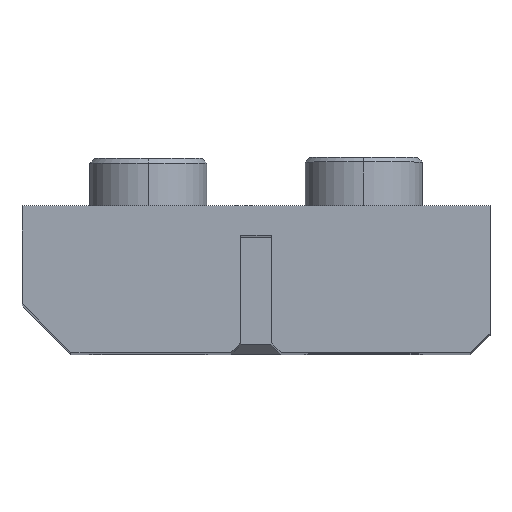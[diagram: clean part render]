
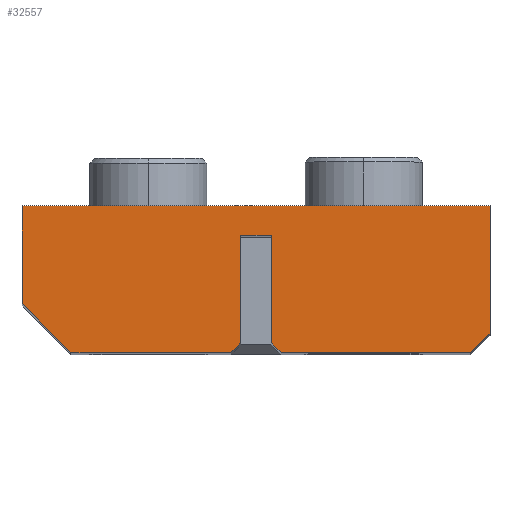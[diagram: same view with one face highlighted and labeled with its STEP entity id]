
A CAD part, top view. The second image highlights one B-rep face of the part: STEP entity #32557.
In plain terms, the highlighted planar face has unit normal (0, 0, 1).
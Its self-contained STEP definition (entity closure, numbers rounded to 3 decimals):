
#84 = VERTEX_POINT ( 'NONE', #16111 ) ;
#181 = CARTESIAN_POINT ( 'NONE',  ( 13.237, -18.162, 67.5 ) ) ;
#581 = LINE ( 'NONE', #29129, #28380 ) ;
#1661 = EDGE_CURVE ( 'NONE', #32493, #21439, #23635, .T. ) ;
#1985 = EDGE_CURVE ( 'NONE', #9484, #27143, #7269, .T. ) ;
#1999 = DIRECTION ( 'NONE',  ( 1., 0., 0. ) ) ;
#2172 = CARTESIAN_POINT ( 'NONE',  ( 23.9, -5.5, 67.5 ) ) ;
#2290 = DIRECTION ( 'NONE',  ( 0., 1., 0. ) ) ;
#2297 = DIRECTION ( 'NONE',  ( 1., 0., 0. ) ) ;
#2412 = EDGE_CURVE ( 'NONE', #27143, #3003, #8464, .T. ) ;
#2809 = CARTESIAN_POINT ( 'NONE',  ( -2.575, -7.5, 67.5 ) ) ;
#2886 = ORIENTED_EDGE ( 'NONE', *, *, #20072, .T. ) ;
#3003 = VERTEX_POINT ( 'NONE', #32003 ) ;
#3567 = CARTESIAN_POINT ( 'NONE',  ( -23.9, -7.5, 67.5 ) ) ;
#4009 = CARTESIAN_POINT ( 'NONE',  ( 21.9, -7.5, 67.5 ) ) ;
#5304 = DIRECTION ( 'NONE',  ( 0.707, 0.707, 0. ) ) ;
#5630 = EDGE_LOOP ( 'NONE', ( #14531, #21637, #23317, #14085, #2886, #10774, #15019, #13826, #32208, #20577, #32459, #25978 ) ) ;
#6950 = VECTOR ( 'NONE', #25147, 1000. ) ;
#7042 = VERTEX_POINT ( 'NONE', #20609 ) ;
#7269 = LINE ( 'NONE', #3567, #12208 ) ;
#7688 = LINE ( 'NONE', #23984, #9322 ) ;
#8464 = LINE ( 'NONE', #10496, #22755 ) ;
#9322 = VECTOR ( 'NONE', #16117, 1000. ) ;
#9484 = VERTEX_POINT ( 'NONE', #11140 ) ;
#9590 = DIRECTION ( 'NONE',  ( 0., 0., 1. ) ) ;
#9867 = CARTESIAN_POINT ( 'NONE',  ( -23.9, -7.5, 67.5 ) ) ;
#9985 = CARTESIAN_POINT ( 'NONE',  ( -23.9, 7.5, 67.5 ) ) ;
#10496 = CARTESIAN_POINT ( 'NONE',  ( 10.662, 5.738, 67.5 ) ) ;
#10774 = ORIENTED_EDGE ( 'NONE', *, *, #13925, .T. ) ;
#11140 = CARTESIAN_POINT ( 'NONE',  ( -18.9, -7.5, 67.5 ) ) ;
#11703 = VERTEX_POINT ( 'NONE', #26259 ) ;
#12208 = VECTOR ( 'NONE', #16863, 1000. ) ;
#12805 = DIRECTION ( 'NONE',  ( 0., 1., 0. ) ) ;
#12842 = LINE ( 'NONE', #181, #32378 ) ;
#13826 = ORIENTED_EDGE ( 'NONE', *, *, #2412, .T. ) ;
#13925 = EDGE_CURVE ( 'NONE', #11703, #9484, #33805, .T. ) ;
#14085 = ORIENTED_EDGE ( 'NONE', *, *, #28114, .T. ) ;
#14244 = VERTEX_POINT ( 'NONE', #2172 ) ;
#14267 = EDGE_CURVE ( 'NONE', #14244, #84, #30998, .T. ) ;
#14531 = ORIENTED_EDGE ( 'NONE', *, *, #19853, .T. ) ;
#14930 = LINE ( 'NONE', #22006, #23530 ) ;
#15019 = ORIENTED_EDGE ( 'NONE', *, *, #1985, .T. ) ;
#15475 = VECTOR ( 'NONE', #12805, 1000. ) ;
#16111 = CARTESIAN_POINT ( 'NONE',  ( 23.9, 7.5, 67.5 ) ) ;
#16117 = DIRECTION ( 'NONE',  ( 0., -1., 0. ) ) ;
#16294 = VECTOR ( 'NONE', #26232, 1000. ) ;
#16863 = DIRECTION ( 'NONE',  ( 1., 0., 0. ) ) ;
#17096 = VECTOR ( 'NONE', #2290, 1000. ) ;
#17475 = CARTESIAN_POINT ( 'NONE',  ( 1.575, 4.5, 67.5 ) ) ;
#17581 = CARTESIAN_POINT ( 'NONE',  ( 23.9, -7.5, 67.5 ) ) ;
#17696 = CARTESIAN_POINT ( 'NONE',  ( 1.575, -6.5, 67.5 ) ) ;
#18110 = EDGE_CURVE ( 'NONE', #20842, #14244, #581, .T. ) ;
#18469 = DIRECTION ( 'NONE',  ( 0.707, -0.707, 0. ) ) ;
#19558 = EDGE_CURVE ( 'NONE', #32493, #7042, #12842, .T. ) ;
#19853 = EDGE_CURVE ( 'NONE', #7042, #20842, #22130, .T. ) ;
#19889 = CARTESIAN_POINT ( 'NONE',  ( -23.9, 7.5, 67.5 ) ) ;
#20072 = EDGE_CURVE ( 'NONE', #33054, #11703, #29093, .T. ) ;
#20577 = ORIENTED_EDGE ( 'NONE', *, *, #24582, .F. ) ;
#20609 = CARTESIAN_POINT ( 'NONE',  ( 2.575, -7.5, 67.5 ) ) ;
#20842 = VERTEX_POINT ( 'NONE', #4009 ) ;
#20921 = CARTESIAN_POINT ( 'NONE',  ( -1.575, 4.5, 67.5 ) ) ;
#21439 = VERTEX_POINT ( 'NONE', #17475 ) ;
#21637 = ORIENTED_EDGE ( 'NONE', *, *, #18110, .T. ) ;
#22006 = CARTESIAN_POINT ( 'NONE',  ( -1.575, 4.5, 67.5 ) ) ;
#22130 = LINE ( 'NONE', #9867, #32745 ) ;
#22286 = VERTEX_POINT ( 'NONE', #20921 ) ;
#22698 = PLANE ( 'NONE',  #27203 ) ;
#22755 = VECTOR ( 'NONE', #5304, 1000. ) ;
#22853 = CARTESIAN_POINT ( 'NONE',  ( 23.9, 7.5, 67.5 ) ) ;
#23211 = DIRECTION ( 'NONE',  ( 0., -1., 0. ) ) ;
#23317 = ORIENTED_EDGE ( 'NONE', *, *, #14267, .T. ) ;
#23530 = VECTOR ( 'NONE', #32096, 1000. ) ;
#23635 = LINE ( 'NONE', #28398, #15475 ) ;
#23984 = CARTESIAN_POINT ( 'NONE',  ( -1.575, -7.5, 67.5 ) ) ;
#24245 = CARTESIAN_POINT ( 'NONE',  ( -23.9, 7.5, 67.5 ) ) ;
#24504 = LINE ( 'NONE', #19889, #6950 ) ;
#24582 = EDGE_CURVE ( 'NONE', #21439, #22286, #14930, .T. ) ;
#24615 = VECTOR ( 'NONE', #23211, 1000. ) ;
#25147 = DIRECTION ( 'NONE',  ( -1., 0., 0. ) ) ;
#25978 = ORIENTED_EDGE ( 'NONE', *, *, #19558, .T. ) ;
#26232 = DIRECTION ( 'NONE',  ( 0.707, -0.707, 0. ) ) ;
#26259 = CARTESIAN_POINT ( 'NONE',  ( -23.9, -2.5, 67.5 ) ) ;
#26409 = DIRECTION ( 'NONE',  ( 0.707, 0.707, 0. ) ) ;
#26725 = FACE_OUTER_BOUND ( 'NONE', #5630, .T. ) ;
#27143 = VERTEX_POINT ( 'NONE', #2809 ) ;
#27203 = AXIS2_PLACEMENT_3D ( 'NONE', #17581, #9590, #1999 ) ;
#28114 = EDGE_CURVE ( 'NONE', #84, #33054, #24504, .T. ) ;
#28380 = VECTOR ( 'NONE', #26409, 1000. ) ;
#28398 = CARTESIAN_POINT ( 'NONE',  ( 1.575, 4.5, 67.5 ) ) ;
#28967 = CARTESIAN_POINT ( 'NONE',  ( 2.5, -28.9, 67.5 ) ) ;
#29093 = LINE ( 'NONE', #9985, #24615 ) ;
#29129 = CARTESIAN_POINT ( 'NONE',  ( 22.9, -6.5, 67.5 ) ) ;
#30447 = EDGE_CURVE ( 'NONE', #22286, #3003, #7688, .T. ) ;
#30998 = LINE ( 'NONE', #22853, #17096 ) ;
#32003 = CARTESIAN_POINT ( 'NONE',  ( -1.575, -6.5, 67.5 ) ) ;
#32096 = DIRECTION ( 'NONE',  ( -1., 0., 0. ) ) ;
#32208 = ORIENTED_EDGE ( 'NONE', *, *, #30447, .F. ) ;
#32378 = VECTOR ( 'NONE', #18469, 1000. ) ;
#32459 = ORIENTED_EDGE ( 'NONE', *, *, #1661, .F. ) ;
#32493 = VERTEX_POINT ( 'NONE', #17696 ) ;
#32557 = ADVANCED_FACE ( 'NONE', ( #26725 ), #22698, .T. ) ;
#32745 = VECTOR ( 'NONE', #2297, 1000. ) ;
#33054 = VERTEX_POINT ( 'NONE', #24245 ) ;
#33805 = LINE ( 'NONE', #28967, #16294 ) ;
